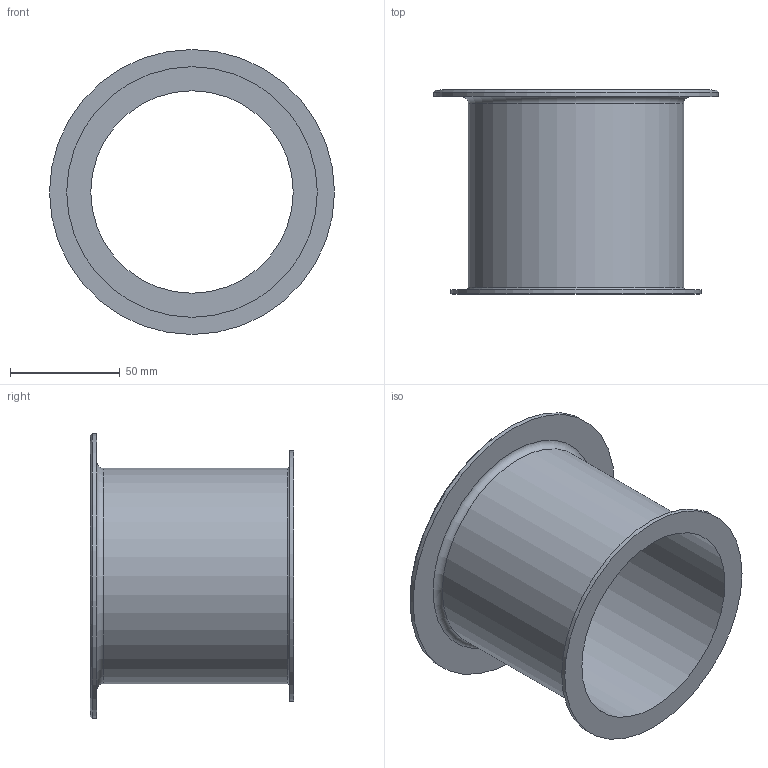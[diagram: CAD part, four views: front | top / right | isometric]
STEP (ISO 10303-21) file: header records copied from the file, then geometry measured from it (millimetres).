
FILE_DESCRIPTION(/* description */ (''),/* implementation_level */ '2;1');
FILE_NAME(/* name */ 'TWR.2A.4.03.02.001_Nozzle_Body.stp',/* time_stamp */ '2023-04-17T04:42:41+02:00',/* author */ (''),/* organization */ (''),/* preprocessor_version */ 'ST-DEVELOPER v18.101',/* originating_system */ 'SIEMENS PLM Software NX 2011',/* authorisation */ '');
FILE_SCHEMA (('AUTOMOTIVE_DESIGN { 1 0 10303 214 3 1 1 1 }'));
Length unit declared in the file: millimetre
Products named in the file (1): TWR.2A.4.03.02.001_Nozzle_Body
Bounding box: 130 x 93 x 130 mm (x, y, z)
Volume: 105805.8 mm3; surface area: 73493.4 mm2
Topology: 1 solids, 1 shells, 12 faces, 21 edges, 13 vertices
Faces by surface type: cylinder 4, plane 4, torus 2, cone 2
Full cylindrical faces by diameter (mm): 92.3 x1, 98.3 x1, 114.3 x1, 130 x1
Entity records: 272 total; most frequent: DIRECTION 50, CARTESIAN_POINT 37, AXIS2_PLACEMENT_3D 25, FACE_BOUND 24, EDGE_LOOP 24, ORIENTED_EDGE 24, ADVANCED_FACE 12, VERTEX_POINT 12
